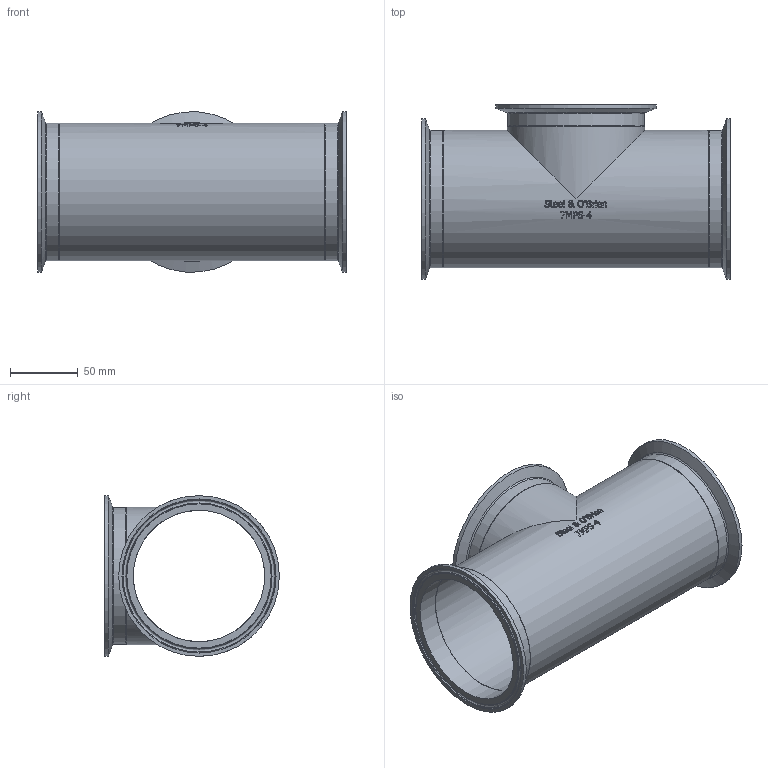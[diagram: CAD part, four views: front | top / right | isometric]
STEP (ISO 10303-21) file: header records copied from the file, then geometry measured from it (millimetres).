
FILE_DESCRIPTION(/* description */ (''),/* implementation_level */ '2;1');
FILE_NAME(/* name */ '7MPS-4.stp',/* time_stamp */ '2019-02-01T15:11:27-05:00',/* author */ ('rick'),/* organization */ (''),/* preprocessor_version */ 'ST-DEVELOPER v15.2',/* originating_system */ 'Autodesk Inventor 2014',/* authorisation */ '');
FILE_SCHEMA (('AUTOMOTIVE_DESIGN { 1 0 10303 214 3 1 1 }'));
Length unit declared in the file: inch
Products named in the file (1): 7MPS-4
Bounding box: 228.6 x 129.31 x 118.92 mm (x, y, z)
Volume: 190853.5 mm3; surface area: 166841.2 mm2
Topology: 1 solids, 1 shells, 355 faces, 921 edges, 606 vertices
Faces by surface type: bspline 143, plane 142, cylinder 43, torus 18, cone 9
Full cylindrical faces by diameter (mm): 97.384 x5, 101.6 x5, 118.923 x3
Entity records: 13272 total; most frequent: CARTESIAN_POINT 5462, ORIENTED_EDGE 1748, DIRECTION 1205, EDGE_CURVE 874, VERTEX_POINT 601, EDGE_LOOP 439, AXIS2_PLACEMENT_3D 404, LINE 397
